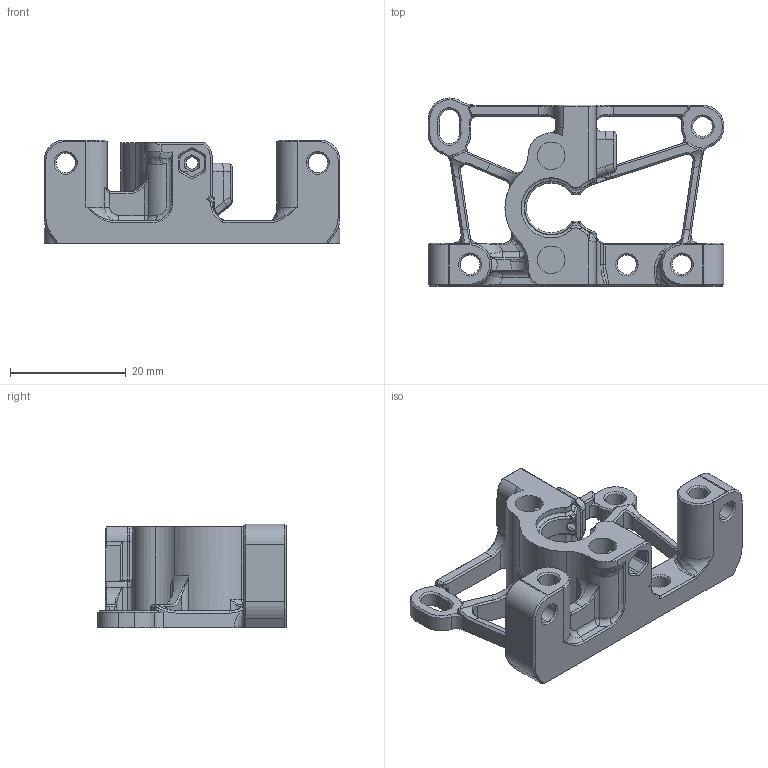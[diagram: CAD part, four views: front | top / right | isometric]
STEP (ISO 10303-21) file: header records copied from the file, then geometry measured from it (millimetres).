
FILE_DESCRIPTION(/* description */ (''),/* implementation_level */ '2;1');
FILE_NAME(/* name */ 'sherpa_mini_mid_flipped.step',/* time_stamp */ '2022-03-19T09:54:25-07:00',/* author */ (''),/* organization */ (''),/* preprocessor_version */ 'ST-DEVELOPER v18.1',/* originating_system */ 'Autodesk Translation Framework v10.13.0.1454',/* authorisation */ '');
FILE_SCHEMA (('AUTOMOTIVE_DESIGN { 1 0 10303 214 3 1 1 }'));
Length unit declared in the file: millimetre
Products named in the file (1): housing_core^housing_sherpa_mini_a3_r9c (1)
Bounding box: 51.24 x 32.56 x 18 mm (x, y, z)
Volume: 7974.7 mm3; surface area: 7655.9 mm2
Topology: 3 solids, 7 shells, 803 faces, 2032 edges, 1197 vertices
Faces by surface type: cylinder 220, bspline 206, plane 204, cone 127, torus 41, sphere 5
Full cylindrical faces by diameter (mm): 3.3 x1, 3.4 x7, 4 x2, 4.8 x5
Entity records: 43954 total; most frequent: CARTESIAN_POINT 26122, ORIENTED_EDGE 3982, DIRECTION 3389, EDGE_CURVE 1991, AXIS2_PLACEMENT_3D 1290, VERTEX_POINT 1197, EDGE_LOOP 836, LINE 809
